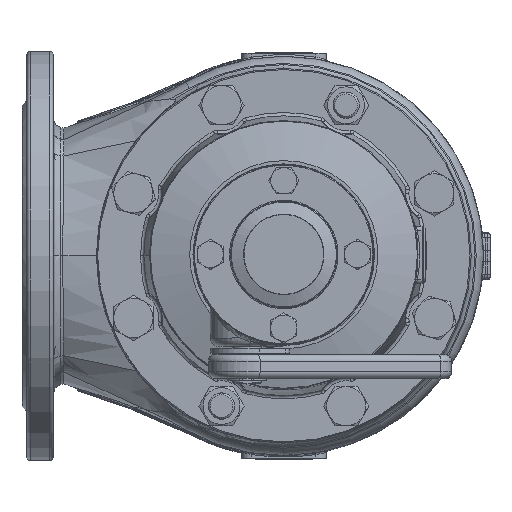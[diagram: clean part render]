
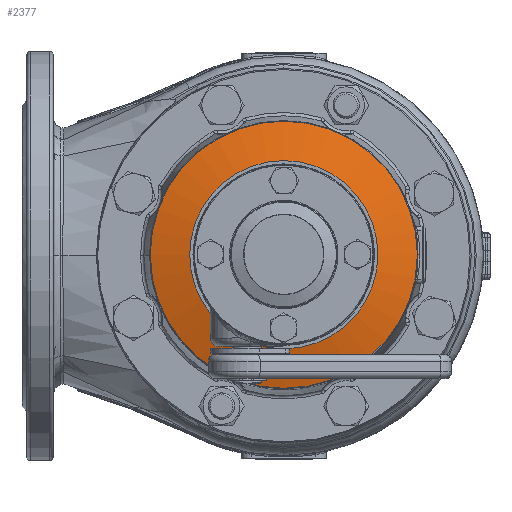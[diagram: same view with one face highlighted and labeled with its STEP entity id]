
A CAD part, top view. The second image highlights one B-rep face of the part: STEP entity #2377.
In plain terms, the highlighted conical face has half-angle 75 degrees and reference radius 57.5 mm.
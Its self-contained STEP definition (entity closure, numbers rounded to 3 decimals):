
#1795=CARTESIAN_POINT('',(81.629,0.,440.535));
#1796=VERTEX_POINT('',#1795);
#1823=CARTESIAN_POINT('',(-81.629,-0.,440.535));
#1824=VERTEX_POINT('',#1823);
#1825=CARTESIAN_POINT('',(0.,-0.,440.535));
#1826=DIRECTION('',(0.,-0.,1.));
#1827=DIRECTION('',(1.,0.,-0.));
#1828=AXIS2_PLACEMENT_3D('',#1825,#1826,#1827);
#1829=CIRCLE('',#1828,81.629);
#1830=EDGE_CURVE('NONE',#1824,#1796,#1829,.T.);
#1832=CARTESIAN_POINT('',(0.,-0.,440.535));
#1833=DIRECTION('',(0.,-0.,1.));
#1834=DIRECTION('',(1.,0.,-0.));
#1835=AXIS2_PLACEMENT_3D('',#1832,#1833,#1834);
#1836=CIRCLE('',#1835,81.629);
#1837=EDGE_CURVE('NONE',#1796,#1824,#1836,.T.);
#2343=CARTESIAN_POINT('',(0.,-0.,447.));
#2344=DIRECTION('',(-0.,0.,-1.));
#2345=DIRECTION('',(-1.,-0.,0.));
#2346=AXIS2_PLACEMENT_3D('',#2343,#2344,#2345);
#2347=CONICAL_SURFACE('',#2346,57.5,75.);
#2348=CARTESIAN_POINT('',(-57.5,-0.,447.));
#2349=VERTEX_POINT('',#2348);
#2350=CARTESIAN_POINT('',(-81.629,-0.,440.535));
#2351=DIRECTION('',(0.966,0.,0.259));
#2352=VECTOR('',#2351,24.981);
#2353=LINE('',#2350,#2352);
#2354=EDGE_CURVE('',#1824,#2349,#2353,.T.);
#2355=ORIENTED_EDGE('',*,*,#2354,.T.);
#2356=CARTESIAN_POINT('',(57.5,0.,447.));
#2357=VERTEX_POINT('',#2356);
#2358=CARTESIAN_POINT('',(0.,-0.,447.));
#2359=DIRECTION('',(-0.,0.,-1.));
#2360=DIRECTION('',(-1.,-0.,0.));
#2361=AXIS2_PLACEMENT_3D('',#2358,#2359,#2360);
#2362=CIRCLE('',#2361,57.5);
#2363=EDGE_CURVE('NONE',#2349,#2357,#2362,.T.);
#2364=ORIENTED_EDGE('',*,*,#2363,.T.);
#2365=CARTESIAN_POINT('',(0.,-0.,447.));
#2366=DIRECTION('',(-0.,0.,-1.));
#2367=DIRECTION('',(-1.,-0.,0.));
#2368=AXIS2_PLACEMENT_3D('',#2365,#2366,#2367);
#2369=CIRCLE('',#2368,57.5);
#2370=EDGE_CURVE('NONE',#2357,#2349,#2369,.T.);
#2371=ORIENTED_EDGE('',*,*,#2370,.T.);
#2372=ORIENTED_EDGE('',*,*,#2354,.F.);
#2373=ORIENTED_EDGE('',*,*,#1830,.T.);
#2374=ORIENTED_EDGE('',*,*,#1837,.T.);
#2375=EDGE_LOOP('',(#2355,#2364,#2371,#2372,#2373,#2374));
#2376=FACE_BOUND('',#2375,.T.);
#2377=ADVANCED_FACE('NONE',(#2376),#2347,.T.);
